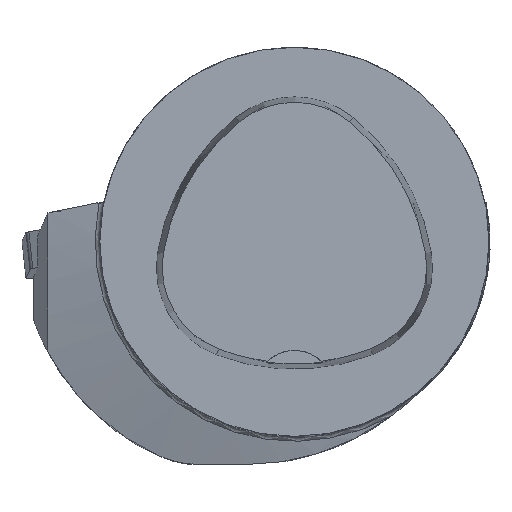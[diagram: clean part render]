
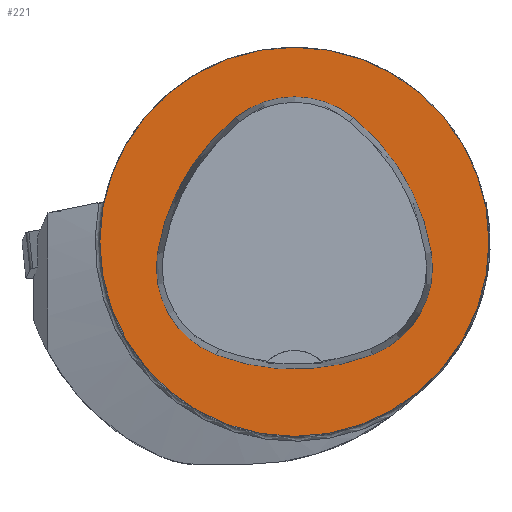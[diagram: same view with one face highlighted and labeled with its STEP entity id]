
A CAD part, top view. The second image highlights one B-rep face of the part: STEP entity #221.
In plain terms, the highlighted planar face has unit normal (0, 0, 1).
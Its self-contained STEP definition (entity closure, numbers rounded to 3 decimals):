
#221=ADVANCED_FACE('',(#454,#455),#270,.T.);
#270=PLANE('',#1293);
#454=FACE_BOUND('',#498,.T.);
#455=FACE_BOUND('',#499,.T.);
#498=EDGE_LOOP('',(#704,#705,#706,#707,#708,#709));
#499=EDGE_LOOP('',(#710));
#704=ORIENTED_EDGE('',*,*,#1055,.T.);
#705=ORIENTED_EDGE('',*,*,#1035,.T.);
#706=ORIENTED_EDGE('',*,*,#1039,.T.);
#707=ORIENTED_EDGE('',*,*,#1042,.T.);
#708=ORIENTED_EDGE('',*,*,#1045,.T.);
#709=ORIENTED_EDGE('',*,*,#1053,.T.);
#710=ORIENTED_EDGE('',*,*,#1026,.F.);
#907=VERTEX_POINT('',#1972);
#916=VERTEX_POINT('',#1991);
#917=VERTEX_POINT('',#1992);
#920=VERTEX_POINT('',#2000);
#922=VERTEX_POINT('',#2006);
#924=VERTEX_POINT('',#2012);
#931=VERTEX_POINT('',#2033);
#1026=EDGE_CURVE('',#907,#907,#1110,.T.);
#1035=EDGE_CURVE('',#916,#917,#1111,.T.);
#1039=EDGE_CURVE('',#917,#920,#1113,.T.);
#1042=EDGE_CURVE('',#920,#922,#1115,.T.);
#1045=EDGE_CURVE('',#922,#924,#1117,.T.);
#1053=EDGE_CURVE('',#924,#931,#1121,.T.);
#1055=EDGE_CURVE('',#931,#916,#1123,.T.);
#1110=CIRCLE('',#1265,25.);
#1111=CIRCLE('',#1271,28.);
#1113=CIRCLE('',#1274,12.);
#1115=CIRCLE('',#1277,28.);
#1117=CIRCLE('',#1280,12.);
#1121=CIRCLE('',#1285,28.);
#1123=CIRCLE('',#1288,12.);
#1265=AXIS2_PLACEMENT_3D('',#1971,#1489,#1490);
#1271=AXIS2_PLACEMENT_3D('',#1990,#1505,#1506);
#1274=AXIS2_PLACEMENT_3D('',#1999,#1513,#1514);
#1277=AXIS2_PLACEMENT_3D('',#2005,#1520,#1521);
#1280=AXIS2_PLACEMENT_3D('',#2011,#1527,#1528);
#1285=AXIS2_PLACEMENT_3D('',#2034,#1539,#1540);
#1288=AXIS2_PLACEMENT_3D('',#2037,#1545,#1546);
#1293=AXIS2_PLACEMENT_3D('',#2042,#1555,#1556);
#1489=DIRECTION('',(0.,0.,-1.));
#1490=DIRECTION('',(-1.,0.,0.));
#1505=DIRECTION('',(0.,0.,-1.));
#1506=DIRECTION('',(-1.,0.,0.));
#1513=DIRECTION('',(0.,0.,-1.));
#1514=DIRECTION('',(-1.,0.,0.));
#1520=DIRECTION('',(0.,0.,-1.));
#1521=DIRECTION('',(-1.,0.,0.));
#1527=DIRECTION('',(0.,0.,-1.));
#1528=DIRECTION('',(-1.,0.,0.));
#1539=DIRECTION('',(0.,0.,-1.));
#1540=DIRECTION('',(-1.,0.,0.));
#1545=DIRECTION('',(0.,0.,-1.));
#1546=DIRECTION('',(-1.,0.,0.));
#1555=DIRECTION('',(0.,0.,1.));
#1556=DIRECTION('',(1.,0.,0.));
#1971=CARTESIAN_POINT('',(0.,0.,
0.));
#1972=CARTESIAN_POINT('',(-25.,0.,0.));
#1990=CARTESIAN_POINT('',(10.068,-5.824,0.));
#1991=CARTESIAN_POINT('',(-17.584,-1.424,0.));
#1992=CARTESIAN_POINT('',(-7.531,15.953,0.));
#1999=CARTESIAN_POINT('',(0.011,6.62,0.));
#2000=CARTESIAN_POINT('',(7.567,15.942,0.));
#2005=CARTESIAN_POINT('',(-10.063,-5.81,0.));
#2006=CARTESIAN_POINT('',(17.59,-1.418,0.));
#2011=CARTESIAN_POINT('',(5.739,-3.3,0.));
#2012=CARTESIAN_POINT('',(10.05,-14.499,0.));
#2033=CARTESIAN_POINT('',(-10.025,-14.516,0.));
#2034=CARTESIAN_POINT('',(-0.01,11.631,0.));
#2037=CARTESIAN_POINT('',(-5.733,-3.31,0.));
#2042=CARTESIAN_POINT('',(0.,0.,
0.));
